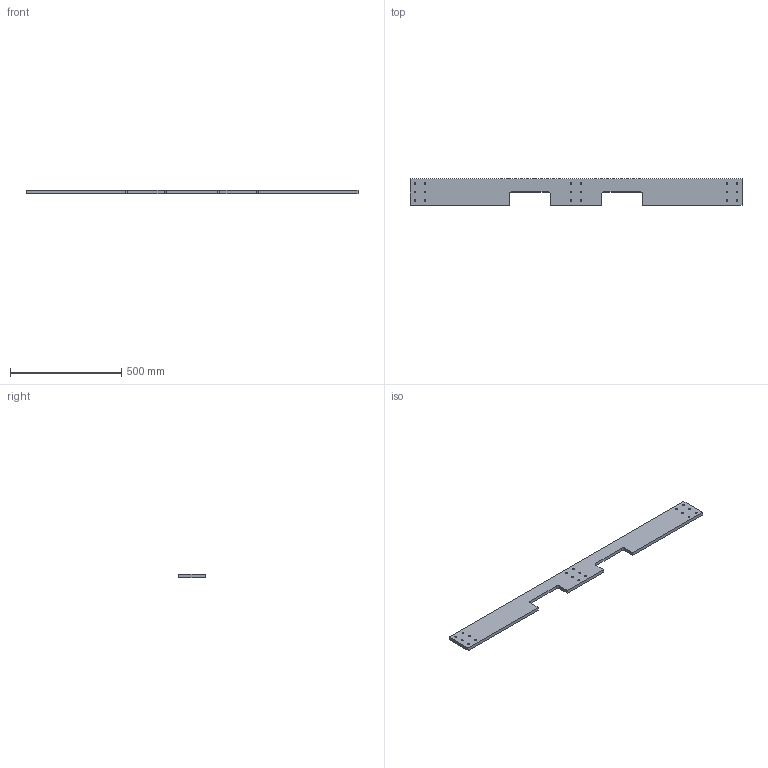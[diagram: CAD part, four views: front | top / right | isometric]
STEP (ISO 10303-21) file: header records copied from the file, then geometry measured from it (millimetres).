
FILE_DESCRIPTION(('Open CASCADE Model'),'2;1');
FILE_NAME('Open CASCADE Shape Model','2021-04-08T10:47:25',('Author'),( 'Open CASCADE'),'Open CASCADE STEP processor 7.4','Open CASCADE 7.4' ,'Unknown');
FILE_SCHEMA(('CONFIG_CONTROL_DESIGN'));
Length unit declared in the file: millimetre
Products named in the file (1): 0000032587 71
Bounding box: 1490 x 120 x 15 mm (x, y, z)
Volume: 2327910.6 mm3; surface area: 369350.5 mm2
Topology: 1 solids, 1 shells, 90 faces, 228 edges, 140 vertices
Faces by surface type: cylinder 40, cone 36, plane 14
Entity records: 5952 total; most frequent: CARTESIAN_POINT 1227, DIRECTION 930, LINE 488, VECTOR 488, ORIENTED_EDGE 456, PCURVE 456, DEFINITIONAL_REPRESENTATION 456, EDGE_CURVE 228
